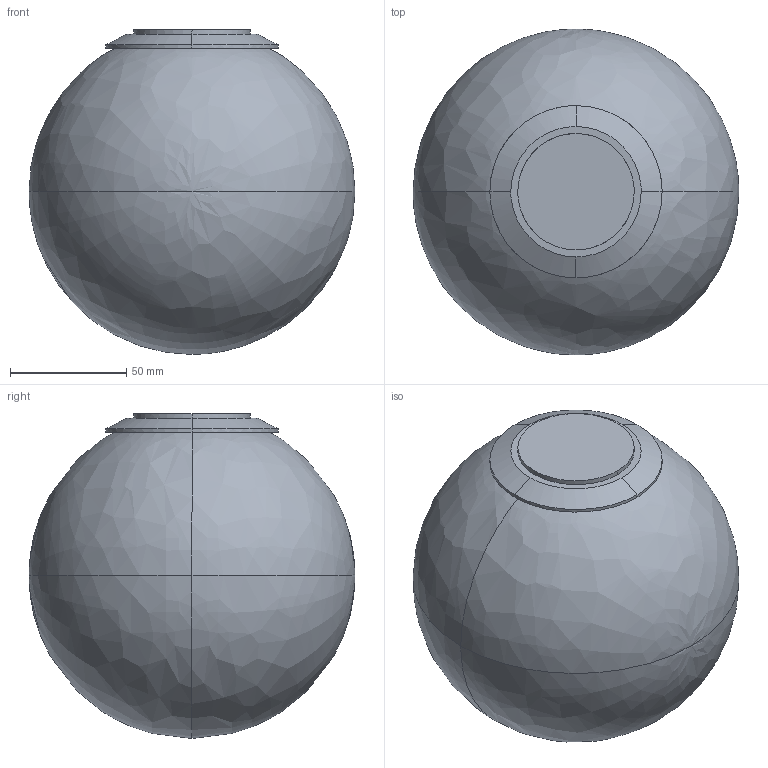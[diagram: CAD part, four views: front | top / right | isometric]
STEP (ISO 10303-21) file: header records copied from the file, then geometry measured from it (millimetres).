
FILE_DESCRIPTION(/* description */ (''),/* implementation_level */ '2;1');
FILE_NAME(/* name */ 'Dioscuri_PareteSoffitto_14_3D',/* time_stamp */ '2011-11-10T10:24:30+01:00',/* author */ (''),/* organization */ (''),/* preprocessor_version */ 'ST-DEVELOPER v10',/* originating_system */ '',/* authorisation */ '');
FILE_SCHEMA (('CONFIG_CONTROL_DESIGN'));
Length unit declared in the file: millimetre
Products named in the file (1): 1
Bounding box: 140 x 140 x 139.54 mm (x, y, z)
Volume: 90564.3 mm3; surface area: 81131.7 mm2
Topology: 2 solids, 3 shells, 49 faces, 116 edges, 73 vertices
Faces by surface type: bspline 49
Entity records: 1922 total; most frequent: CARTESIAN_POINT 1224, ORIENTED_EDGE 220, EDGE_CURVE 112, VERTEX_POINT 73, EDGE_LOOP 54, ADVANCED_FACE 49, FACE_OUTER_BOUND 49, B_SPLINE_CURVE_WITH_KNOTS 32
